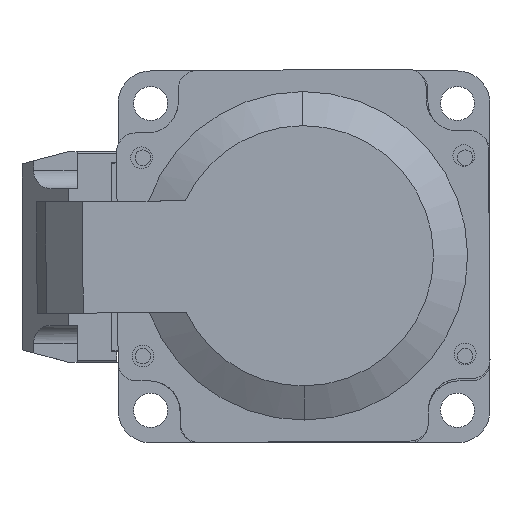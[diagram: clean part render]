
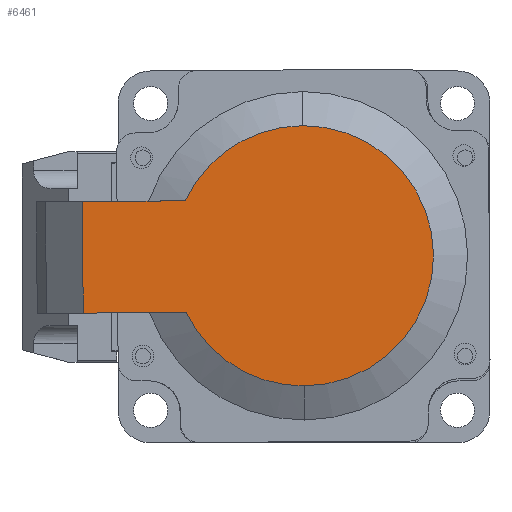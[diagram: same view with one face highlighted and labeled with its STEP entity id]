
A CAD part, front view. The second image highlights one B-rep face of the part: STEP entity #6461.
In plain terms, the highlighted planar face has unit normal (0, -1, 0).
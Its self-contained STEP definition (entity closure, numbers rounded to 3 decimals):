
#22 = LINE ( 'NONE', #13942, #8242 ) ;
#107 = VERTEX_POINT ( 'NONE', #9242 ) ;
#286 = LINE ( 'NONE', #669, #10796 ) ;
#540 = ORIENTED_EDGE ( 'NONE', *, *, #571, .T. ) ;
#571 = EDGE_CURVE ( 'NONE', #6928, #12581, #11130, .T. ) ;
#669 = CARTESIAN_POINT ( 'NONE',  ( -73.248, 98.712, 8.934 ) ) ;
#723 = ORIENTED_EDGE ( 'NONE', *, *, #14995, .T. ) ;
#830 = CARTESIAN_POINT ( 'NONE',  ( -37.462, 98.712, -20.823 ) ) ;
#995 = EDGE_CURVE ( 'NONE', #12991, #10639, #22, .T. ) ;
#1691 = VERTEX_POINT ( 'NONE', #14075 ) ;
#1731 = DIRECTION ( 'NONE',  ( 0., -1., 0. ) ) ;
#1784 = DIRECTION ( 'NONE',  ( -1., 0., -0.007 ) ) ;
#2492 = AXIS2_PLACEMENT_3D ( 'NONE', #830, #13056, #3173 ) ;
#2726 = EDGE_CURVE ( 'NONE', #6928, #12991, #6319, .T. ) ;
#2846 = DIRECTION ( 'NONE',  ( 0.007, 0., -1. ) ) ;
#2938 = DIRECTION ( 'NONE',  ( -0.007, 0., 1. ) ) ;
#3173 = DIRECTION ( 'NONE',  ( 0.007, 0., -1. ) ) ;
#4750 = ORIENTED_EDGE ( 'NONE', *, *, #2726, .F. ) ;
#4898 = CIRCLE ( 'NONE', #8558, 21. ) ;
#5336 = CARTESIAN_POINT ( 'NONE',  ( -37.605, 98.712, 0.177 ) ) ;
#5413 = CARTESIAN_POINT ( 'NONE',  ( -73.126, 98.712, -9.066 ) ) ;
#5482 = DIRECTION ( 'NONE',  ( 0., -1., 0. ) ) ;
#6319 = LINE ( 'NONE', #5413, #8028 ) ;
#6461 = ADVANCED_FACE ( 'NONE', ( #12128 ), #8144, .T. ) ;
#6919 = CARTESIAN_POINT ( 'NONE',  ( -56.517, 98.712, -8.952 ) ) ;
#6928 = VERTEX_POINT ( 'NONE', #6919 ) ;
#7586 = AXIS2_PLACEMENT_3D ( 'NONE', #11457, #5482, #14008 ) ;
#7616 = CARTESIAN_POINT ( 'NONE',  ( -37.605, 98.712, 0.177 ) ) ;
#7678 = DIRECTION ( 'NONE',  ( 0., -1., 0. ) ) ;
#8028 = VECTOR ( 'NONE', #13126, 1000. ) ;
#8144 = PLANE ( 'NONE',  #2492 ) ;
#8242 = VECTOR ( 'NONE', #2938, 1000. ) ;
#8558 = AXIS2_PLACEMENT_3D ( 'NONE', #5336, #1731, #13853 ) ;
#8677 = CARTESIAN_POINT ( 'NONE',  ( -73.126, 98.712, -9.066 ) ) ;
#9207 = EDGE_CURVE ( 'NONE', #1691, #10639, #286, .T. ) ;
#9242 = CARTESIAN_POINT ( 'NONE',  ( -37.749, 98.712, 21.177 ) ) ;
#10173 = AXIS2_PLACEMENT_3D ( 'NONE', #7616, #7678, #2846 ) ;
#10639 = VERTEX_POINT ( 'NONE', #15724 ) ;
#10796 = VECTOR ( 'NONE', #1784, 1000. ) ;
#10986 = CARTESIAN_POINT ( 'NONE',  ( -37.462, 98.712, -20.823 ) ) ;
#11130 = CIRCLE ( 'NONE', #7586, 21. ) ;
#11457 = CARTESIAN_POINT ( 'NONE',  ( -37.605, 98.712, 0.177 ) ) ;
#12019 = EDGE_LOOP ( 'NONE', ( #4750, #540, #14733, #723, #13398, #15197 ) ) ;
#12128 = FACE_OUTER_BOUND ( 'NONE', #12019, .T. ) ;
#12581 = VERTEX_POINT ( 'NONE', #10986 ) ;
#12605 = CIRCLE ( 'NONE', #10173, 21. ) ;
#12991 = VERTEX_POINT ( 'NONE', #8677 ) ;
#13056 = DIRECTION ( 'NONE',  ( 0., -1., 0. ) ) ;
#13063 = EDGE_CURVE ( 'NONE', #12581, #107, #12605, .T. ) ;
#13126 = DIRECTION ( 'NONE',  ( -1., 0., -0.007 ) ) ;
#13398 = ORIENTED_EDGE ( 'NONE', *, *, #9207, .T. ) ;
#13853 = DIRECTION ( 'NONE',  ( 0.007, 0., -1. ) ) ;
#13942 = CARTESIAN_POINT ( 'NONE',  ( -73.126, 98.712, -9.066 ) ) ;
#14008 = DIRECTION ( 'NONE',  ( 0.007, 0., -1. ) ) ;
#14075 = CARTESIAN_POINT ( 'NONE',  ( -56.64, 98.712, 9.047 ) ) ;
#14733 = ORIENTED_EDGE ( 'NONE', *, *, #13063, .T. ) ;
#14995 = EDGE_CURVE ( 'NONE', #107, #1691, #4898, .T. ) ;
#15197 = ORIENTED_EDGE ( 'NONE', *, *, #995, .F. ) ;
#15724 = CARTESIAN_POINT ( 'NONE',  ( -73.248, 98.712, 8.934 ) ) ;
